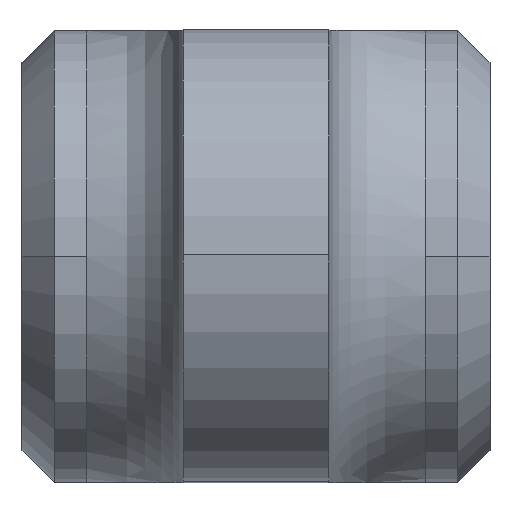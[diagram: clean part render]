
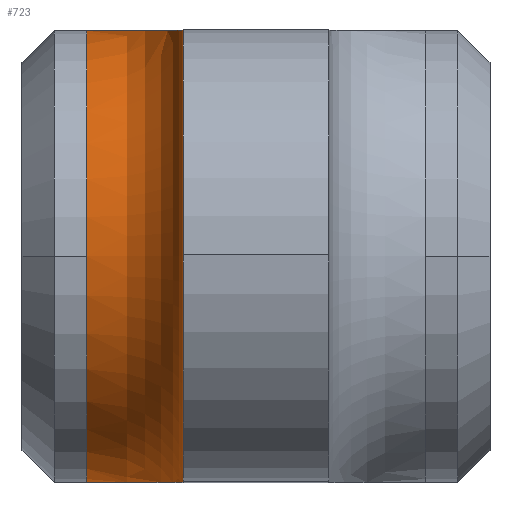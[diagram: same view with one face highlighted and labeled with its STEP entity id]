
A CAD part, top view. The second image highlights one B-rep face of the part: STEP entity #723.
In plain terms, the highlighted toroidal (fillet/blend) face has major radius 10 mm and minor radius 3 mm.
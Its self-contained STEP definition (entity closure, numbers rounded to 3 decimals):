
#3 = CIRCLE ( 'NONE', #642, 7. ) ;
#10 = VERTEX_POINT ( 'NONE', #449 ) ;
#25 = CARTESIAN_POINT ( 'NONE',  ( -2.25, -7., 7.141 ) ) ;
#28 = AXIS2_PLACEMENT_3D ( 'NONE', #71, #477, #687 ) ;
#29 = EDGE_CURVE ( 'NONE', #558, #10, #569, .T. ) ;
#31 = AXIS2_PLACEMENT_3D ( 'NONE', #577, #95, #156 ) ;
#33 = CARTESIAN_POINT ( 'NONE',  ( -5.072, 7., 0.272 ) ) ;
#71 = CARTESIAN_POINT ( 'NONE',  ( -5.25, 0., 0. ) ) ;
#95 = DIRECTION ( 'NONE',  ( 1., 0., 0. ) ) ;
#139 = CARTESIAN_POINT ( 'NONE',  ( -5.25, 7., 0. ) ) ;
#156 = DIRECTION ( 'NONE',  ( 0., 0., -1. ) ) ;
#180 = CARTESIAN_POINT ( 'NONE',  ( -2.25, 7., 6.477 ) ) ;
#185 = CARTESIAN_POINT ( 'NONE',  ( -3.854, 7., 2.208 ) ) ;
#223 = CARTESIAN_POINT ( 'NONE',  ( -5.25, -7., 0. ) ) ;
#227 = CARTESIAN_POINT ( 'NONE',  ( -3.532, -7., 2.775 ) ) ;
#235 = CARTESIAN_POINT ( 'NONE',  ( -2.974, 7., 3.954 ) ) ;
#237 = CARTESIAN_POINT ( 'NONE',  ( -2.359, -7., 5.83 ) ) ;
#247 = CARTESIAN_POINT ( 'NONE',  ( -5.25, 7., 0. ) ) ;
#254 = EDGE_CURVE ( 'NONE', #435, #843, #362, .T. ) ;
#256 = ORIENTED_EDGE ( 'NONE', *, *, #663, .F. ) ;
#263 = ORIENTED_EDGE ( 'NONE', *, *, #29, .F. ) ;
#295 = EDGE_CURVE ( 'NONE', #10, #435, #301, .T. ) ;
#301 = CIRCLE ( 'NONE', #31, 10. ) ;
#305 = CARTESIAN_POINT ( 'NONE',  ( -3.107, -7., 3.655 ) ) ;
#309 = CARTESIAN_POINT ( 'NONE',  ( -4.891, -7., 0.548 ) ) ;
#310 = VERTEX_POINT ( 'NONE', #585 ) ;
#318 = CARTESIAN_POINT ( 'NONE',  ( -4.538, 7., 1.097 ) ) ;
#334 = ORIENTED_EDGE ( 'NONE', *, *, #887, .F. ) ;
#362 = B_SPLINE_CURVE_WITH_KNOTS ( 'NONE', 3,
 ( #25, #845, #237, #430, #512, #704, #305, #227, #778, #647, #309, #223 ),
 .UNSPECIFIED., .F., .F.,
 ( 4, 2, 2, 2, 2, 4 ),
 ( 0., 0.002, 0.003, 0.004, 0.006, 0.008 ),
 .UNSPECIFIED. ) ;
#363 = CARTESIAN_POINT ( 'NONE',  ( -5.25, 0., 0. ) ) ;
#386 = DIRECTION ( 'NONE',  ( 0., 0., -1. ) ) ;
#391 = CARTESIAN_POINT ( 'NONE',  ( -5.25, -7., 0. ) ) ;
#430 = CARTESIAN_POINT ( 'NONE',  ( -2.627, -7., 4.878 ) ) ;
#433 = DIRECTION ( 'NONE',  ( -1., 0., 0. ) ) ;
#435 = VERTEX_POINT ( 'NONE', #796 ) ;
#441 = CARTESIAN_POINT ( 'NONE',  ( -2.359, 7., 5.83 ) ) ;
#449 = CARTESIAN_POINT ( 'NONE',  ( -2.25, 7., 7.141 ) ) ;
#456 = CARTESIAN_POINT ( 'NONE',  ( -3.532, 7., 2.774 ) ) ;
#477 = DIRECTION ( 'NONE',  ( -1., 0., 0. ) ) ;
#499 = FACE_OUTER_BOUND ( 'NONE', #586, .T. ) ;
#507 = CARTESIAN_POINT ( 'NONE',  ( -2.627, 7., 4.878 ) ) ;
#512 = CARTESIAN_POINT ( 'NONE',  ( -2.735, -7., 4.564 ) ) ;
#558 = VERTEX_POINT ( 'NONE', #139 ) ;
#569 = B_SPLINE_CURVE_WITH_KNOTS ( 'NONE', 3,
 ( #247, #33, #661, #318, #793, #185, #456, #579, #235, #653, #507, #441, #180, #719 ),
 .UNSPECIFIED., .F., .F.,
 ( 4, 2, 2, 2, 2, 2, 4 ),
 ( 0., 0.001, 0.002, 0.004, 0.005, 0.006, 0.008 ),
 .UNSPECIFIED. ) ;
#577 = CARTESIAN_POINT ( 'NONE',  ( -2.25, 0., 0. ) ) ;
#579 = CARTESIAN_POINT ( 'NONE',  ( -3.107, 7., 3.655 ) ) ;
#585 = CARTESIAN_POINT ( 'NONE',  ( -5.25, 0., 7. ) ) ;
#586 = EDGE_LOOP ( 'NONE', ( #263, #256, #334, #825, #607 ) ) ;
#607 = ORIENTED_EDGE ( 'NONE', *, *, #295, .F. ) ;
#614 = TOROIDAL_SURFACE ( 'NONE', #755, 10., 3. ) ;
#640 = DIRECTION ( 'NONE',  ( 0., 0., -1. ) ) ;
#642 = AXIS2_PLACEMENT_3D ( 'NONE', #703, #433, #640 ) ;
#647 = CARTESIAN_POINT ( 'NONE',  ( -4.534, -7., 1.094 ) ) ;
#653 = CARTESIAN_POINT ( 'NONE',  ( -2.735, 7., 4.564 ) ) ;
#661 = CARTESIAN_POINT ( 'NONE',  ( -4.892, 7., 0.547 ) ) ;
#663 = EDGE_CURVE ( 'NONE', #310, #558, #3, .T. ) ;
#687 = DIRECTION ( 'NONE',  ( 0., 0., -1. ) ) ;
#703 = CARTESIAN_POINT ( 'NONE',  ( -5.25, 0., 0. ) ) ;
#704 = CARTESIAN_POINT ( 'NONE',  ( -2.974, -7., 3.954 ) ) ;
#719 = CARTESIAN_POINT ( 'NONE',  ( -2.25, 7., 7.141 ) ) ;
#723 = ADVANCED_FACE ( 'NONE', ( #499 ), #614, .F. ) ;
#755 = AXIS2_PLACEMENT_3D ( 'NONE', #363, #805, #386 ) ;
#771 = CIRCLE ( 'NONE', #28, 7. ) ;
#778 = CARTESIAN_POINT ( 'NONE',  ( -3.854, -7., 2.208 ) ) ;
#793 = CARTESIAN_POINT ( 'NONE',  ( -4.364, 7., 1.373 ) ) ;
#796 = CARTESIAN_POINT ( 'NONE',  ( -2.25, -7., 7.141 ) ) ;
#805 = DIRECTION ( 'NONE',  ( 1., 0., 0. ) ) ;
#825 = ORIENTED_EDGE ( 'NONE', *, *, #254, .F. ) ;
#843 = VERTEX_POINT ( 'NONE', #391 ) ;
#845 = CARTESIAN_POINT ( 'NONE',  ( -2.25, -7., 6.477 ) ) ;
#887 = EDGE_CURVE ( 'NONE', #843, #310, #771, .T. ) ;
